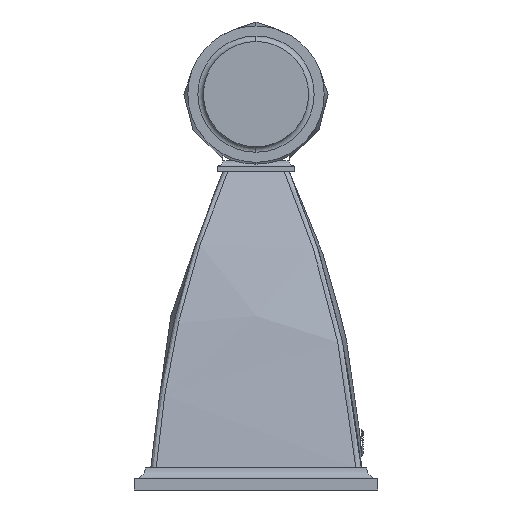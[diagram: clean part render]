
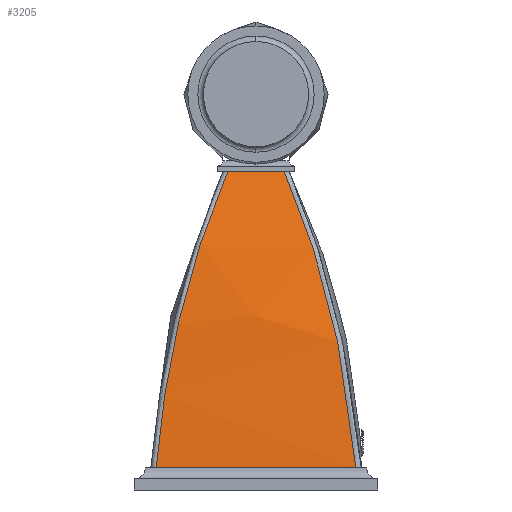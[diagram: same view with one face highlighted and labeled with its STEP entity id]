
A CAD part, left-side view. The second image highlights one B-rep face of the part: STEP entity #3205.
In plain terms, the highlighted free-form (B-spline) face has degree [3, 3] with [5, 5] control points.
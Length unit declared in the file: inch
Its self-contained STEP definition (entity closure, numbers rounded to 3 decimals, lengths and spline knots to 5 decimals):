
#2596=CARTESIAN_POINT('',(-9.748,0.70914,
0.158));
#2614=CARTESIAN_POINT('',(-9.236,0.20021,
2.263));
#2616=CARTESIAN_POINT('',(-9.236,0.20021,
2.263));
#2617=CARTESIAN_POINT('',(-9.24334,0.20783,
2.24605));
#2618=CARTESIAN_POINT('',(-9.25807,0.22306,
2.21146));
#2619=CARTESIAN_POINT('',(-9.28056,0.24618,
2.15685));
#2620=CARTESIAN_POINT('',(-9.3026,0.26873,
2.10154));
#2621=CARTESIAN_POINT('',(-9.32394,0.29048,
2.04629));
#2622=CARTESIAN_POINT('',(-9.34446,0.31132,
1.99154));
#2623=CARTESIAN_POINT('',(-9.36457,0.33167,
1.93631));
#2624=CARTESIAN_POINT('',(-9.38534,0.35262,
1.87757));
#2625=CARTESIAN_POINT('',(-9.40751,0.37494,
1.81278));
#2626=CARTESIAN_POINT('',(-9.43188,0.39938,
1.73892));
#2627=CARTESIAN_POINT('',(-9.45741,0.42491,
1.65826));
#2628=CARTESIAN_POINT('',(-9.48396,0.4514,
1.57041));
#2629=CARTESIAN_POINT('',(-9.51171,0.47899,
1.47377));
#2630=CARTESIAN_POINT('',(-9.54077,0.50781,
1.36648));
#2631=CARTESIAN_POINT('',(-9.57111,0.53779,
1.24658));
#2632=CARTESIAN_POINT('',(-9.60216,0.56837,
1.11361));
#2633=CARTESIAN_POINT('',(-9.63368,0.59927,
0.96525));
#2634=CARTESIAN_POINT('',(-9.66512,0.62993,
0.79918));
#2635=CARTESIAN_POINT('',(-9.6957,0.65955,
0.61252));
#2636=CARTESIAN_POINT('',(-9.72422,0.68689,
0.40242));
#2637=CARTESIAN_POINT('',(-9.74084,0.70252,
0.24251));
#2638=CARTESIAN_POINT('',(-9.748,0.70914,
0.158));
#2640=DIRECTION('',(0.,-1.,0.));
#2641=VECTOR('',#2640,0.40043);
#2642=CARTESIAN_POINT('',(-9.236,0.20021,
2.263));
#2643=LINE('',#2642,#2641);
#2644=CARTESIAN_POINT('',(-9.236,-0.20021,
2.263));
#2645=CARTESIAN_POINT('',(-9.2496,-0.21432,
2.23161));
#2646=CARTESIAN_POINT('',(-9.27783,-0.24343,
2.16439));
#2647=CARTESIAN_POINT('',(-9.32259,-0.28916,
2.0509));
#2648=CARTESIAN_POINT('',(-9.36981,-0.33701,
1.92291));
#2649=CARTESIAN_POINT('',(-9.41483,-0.3823,
1.79187));
#2650=CARTESIAN_POINT('',(-9.45555,-0.42308,
1.66529));
#2651=CARTESIAN_POINT('',(-9.49917,-0.46655,
1.51925));
#2652=CARTESIAN_POINT('',(-9.53819,-0.50526,
1.37701));
#2653=CARTESIAN_POINT('',(-9.57352,-0.54017,
1.23699));
#2654=CARTESIAN_POINT('',(-9.6055,-0.57165,
1.09854));
#2655=CARTESIAN_POINT('',(-9.63622,-0.60175,
0.95237));
#2656=CARTESIAN_POINT('',(-9.66678,-0.63155,
0.78967));
#2657=CARTESIAN_POINT('',(-9.69785,-0.66163,
0.59867));
#2658=CARTESIAN_POINT('',(-9.72671,-0.68924,
0.38108));
#2659=CARTESIAN_POINT('',(-9.7416,-0.70322,
0.23357));
#2660=CARTESIAN_POINT('',(-9.748,-0.70914,
0.158));
#2662=DIRECTION('',(0.,1.,0.));
#2663=VECTOR('',#2662,1.41828);
#2664=CARTESIAN_POINT('',(-9.748,-0.70914,
0.158));
#2665=LINE('',#2664,#2663);
#2674=CARTESIAN_POINT('',(-9.748,-0.70914,
0.158));
#2694=VERTEX_POINT('',#2596);
#2697=VERTEX_POINT('',#2614);
#2699=VERTEX_POINT('',#2674);
#2700=VERTEX_POINT('',#2644);
#3170=CARTESIAN_POINT('',(-9.7499,-0.72716,
0.13576));
#3171=CARTESIAN_POINT('',(-9.74907,-0.4846,
0.13576));
#3172=CARTESIAN_POINT('',(-9.74796,-0.00001,
0.13576));
#3173=CARTESIAN_POINT('',(-9.74907,0.48458,
0.13576));
#3174=CARTESIAN_POINT('',(-9.7499,0.72714,
0.13576));
#3175=CARTESIAN_POINT('',(-9.71868,-0.69588,
0.50691));
#3176=CARTESIAN_POINT('',(-9.73196,-0.46675,
0.50691));
#3177=CARTESIAN_POINT('',(-9.74949,-0.00001,
0.50691));
#3178=CARTESIAN_POINT('',(-9.73196,0.46674,
0.50691));
#3179=CARTESIAN_POINT('',(-9.71868,0.69586,
0.50691));
#3180=CARTESIAN_POINT('',(-9.59915,-0.57899,
1.24723));
#3181=CARTESIAN_POINT('',(-9.62621,-0.39176,
1.24723));
#3182=CARTESIAN_POINT('',(-9.66194,-0.00001,
1.24723));
#3183=CARTESIAN_POINT('',(-9.62622,0.39175,
1.24723));
#3184=CARTESIAN_POINT('',(-9.59915,0.57897,
1.24723));
#3185=CARTESIAN_POINT('',(-9.36869,-0.35655,
1.94925));
#3186=CARTESIAN_POINT('',(-9.3815,-0.24044,
1.94925));
#3187=CARTESIAN_POINT('',(-9.39842,0.,
1.94925));
#3188=CARTESIAN_POINT('',(-9.3815,0.24043,
1.94925));
#3189=CARTESIAN_POINT('',(-9.36869,0.35654,
1.94925));
#3190=CARTESIAN_POINT('',(-9.22787,-0.221,
2.28231));
#3191=CARTESIAN_POINT('',(-9.22709,-0.14717,
2.28231));
#3192=CARTESIAN_POINT('',(-9.22606,0.,
2.28231));
#3193=CARTESIAN_POINT('',(-9.22709,0.14716,
2.28231));
#3194=CARTESIAN_POINT('',(-9.22787,0.22099,
2.28231));
#3195=B_SPLINE_SURFACE_WITH_KNOTS('',3,3,((#3170,#3171,#3172,#3173,#3174),
(#3175,#3176,#3177,#3178,#3179),(#3180,#3181,#3182,#3183,#3184),(#3185,#3186,
#3187,#3188,#3189),(#3190,#3191,#3192,#3193,#3194)),.UNSPECIFIED.,.F.,.F.,.F.,
(4,1,4),(4,1,4),(-0.01019,0.5,1.00984),(0.1288,
0.25,0.3712),.UNSPECIFIED.);
#3196=ORIENTED_EDGE('',*,*,#3165,.F.);
#3198=ORIENTED_EDGE('',*,*,#3197,.T.);
#3200=ORIENTED_EDGE('',*,*,#3199,.T.);
#3202=ORIENTED_EDGE('',*,*,#3201,.T.);
#3203=EDGE_LOOP('',(#3196,#3198,#3200,#3202));
#3204=FACE_OUTER_BOUND('',#3203,.F.);
#3205=ADVANCED_FACE('',(#3204),#3195,.T.);
#2639=B_SPLINE_CURVE_WITH_KNOTS('',3,(#2616,#2617,#2618,#2619,#2620,#2621,#2622,
#2623,#2624,#2625,#2626,#2627,#2628,#2629,#2630,#2631,#2632,#2633,#2634,#2635,
#2636,#2637,#2638),.UNSPECIFIED.,.F.,.F.,(4,1,1,1,1,1,1,1,1,1,1,1,1,1,1,1,1,1,1,
1,4),(0.,0.05,0.1,0.15,0.2,0.25,0.3,0.35,0.4,0.45,0.5,
0.55,0.6,0.65,0.7,0.75,0.8,0.85,0.9,0.95,1.),.UNSPECIFIED.);
#2661=B_SPLINE_CURVE_WITH_KNOTS('',3,(#2644,#2645,#2646,#2647,#2648,#2649,#2650,
#2651,#2652,#2653,#2654,#2655,#2656,#2657,#2658,#2659,#2660),.UNSPECIFIED.,.F.,
.F.,(4,1,1,1,1,1,1,1,1,1,1,1,1,1,4),(0.,0.07143,0.14286,
0.21429,0.28571,0.35714,0.42857,0.5,
0.57143,0.64286,0.71429,0.78571,
0.85714,0.92857,1.),.UNSPECIFIED.);
#3165=EDGE_CURVE('',#2697,#2694,#2639,.T.);
#3197=EDGE_CURVE('',#2697,#2700,#2643,.T.);
#3199=EDGE_CURVE('',#2700,#2699,#2661,.T.);
#3201=EDGE_CURVE('',#2699,#2694,#2665,.T.);
